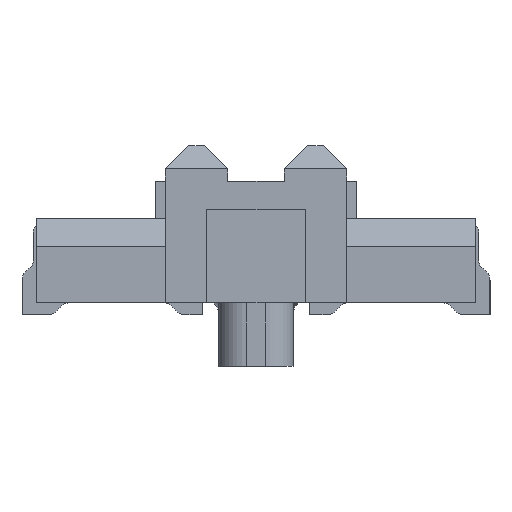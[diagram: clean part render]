
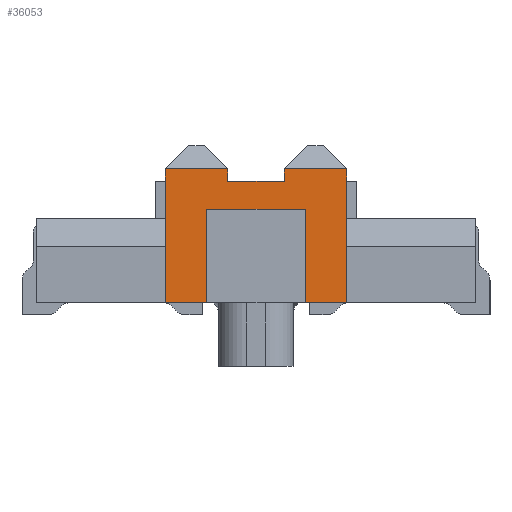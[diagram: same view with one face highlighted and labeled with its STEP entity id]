
A CAD part, left-side view. The second image highlights one B-rep face of the part: STEP entity #36053.
In plain terms, the highlighted planar face has unit normal (-1, 0, 0).
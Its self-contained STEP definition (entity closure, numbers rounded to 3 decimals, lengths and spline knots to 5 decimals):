
#2332=FACE_OUTER_BOUND($,#4198,.T.);
#4198=EDGE_LOOP($,(#25570,#25571,#25572,#25573,#25574,#25575,#25576,#25577,
#25578,#25579,#25580,#25581));
#5987=LINE($,#51889,#10226);
#6013=LINE($,#51941,#10252);
#6943=LINE($,#53889,#11182);
#6948=LINE($,#53899,#11187);
#6950=LINE($,#53903,#11189);
#7049=LINE($,#54139,#11288);
#7052=LINE($,#54143,#11291);
#7053=LINE($,#54145,#11292);
#7054=LINE($,#54147,#11293);
#7055=LINE($,#54149,#11294);
#7056=LINE($,#54150,#11295);
#7057=LINE($,#54151,#11296);
#10226=VECTOR($,#41091,0.067);
#10252=VECTOR($,#41137,0.143);
#11182=VECTOR($,#42655,0.105);
#11187=VECTOR($,#42664,0.1);
#11189=VECTOR($,#42668,0.1);
#11288=VECTOR($,#42991,0.143);
#11291=VECTOR($,#42996,0.0445);
#11292=VECTOR($,#42997,0.013);
#11293=VECTOR($,#42998,0.06);
#11294=VECTOR($,#42999,0.013);
#11295=VECTOR($,#43000,0.067);
#11296=VECTOR($,#43001,0.0445);
#14446=VERTEX_POINT($,#51883);
#14448=VERTEX_POINT($,#51887);
#14463=VERTEX_POINT($,#51938);
#14464=VERTEX_POINT($,#51940);
#15186=VERTEX_POINT($,#53883);
#15188=VERTEX_POINT($,#53887);
#15191=VERTEX_POINT($,#53897);
#15192=VERTEX_POINT($,#53901);
#15217=VERTEX_POINT($,#54138);
#15218=VERTEX_POINT($,#54144);
#15219=VERTEX_POINT($,#54146);
#15220=VERTEX_POINT($,#54148);
#18159=EDGE_CURVE($,#14446,#14448,#5987,.T.);
#18185=EDGE_CURVE($,#14464,#14463,#6013,.T.);
#19160=EDGE_CURVE($,#15186,#15188,#6943,.T.);
#19165=EDGE_CURVE($,#15188,#15191,#6948,.T.);
#19167=EDGE_CURVE($,#15186,#15192,#6950,.T.);
#19307=EDGE_CURVE($,#14446,#15217,#7049,.T.);
#19310=EDGE_CURVE($,#15191,#15217,#7052,.T.);
#19311=EDGE_CURVE($,#14448,#15218,#7053,.T.);
#19312=EDGE_CURVE($,#15218,#15219,#7054,.T.);
#19313=EDGE_CURVE($,#15219,#15220,#7055,.T.);
#19314=EDGE_CURVE($,#15220,#14464,#7056,.T.);
#19315=EDGE_CURVE($,#14463,#15192,#7057,.T.);
#25570=ORIENTED_EDGE($,*,*,#19167,.F.);
#25571=ORIENTED_EDGE($,*,*,#19160,.T.);
#25572=ORIENTED_EDGE($,*,*,#19165,.T.);
#25573=ORIENTED_EDGE($,*,*,#19310,.T.);
#25574=ORIENTED_EDGE($,*,*,#19307,.F.);
#25575=ORIENTED_EDGE($,*,*,#18159,.T.);
#25576=ORIENTED_EDGE($,*,*,#19311,.T.);
#25577=ORIENTED_EDGE($,*,*,#19312,.T.);
#25578=ORIENTED_EDGE($,*,*,#19313,.T.);
#25579=ORIENTED_EDGE($,*,*,#19314,.T.);
#25580=ORIENTED_EDGE($,*,*,#18185,.T.);
#25581=ORIENTED_EDGE($,*,*,#19315,.T.);
#34793=PLANE($,#38019);
#36053=ADVANCED_FACE($,(#2332),#34793,.F.);
#38019=AXIS2_PLACEMENT_3D($,#54142,#42994,#42995);
#41091=DIRECTION($,(0.,1.,0.));
#41137=DIRECTION($,(0.,0.,-1.));
#42655=DIRECTION($,(0.,-1.,0.));
#42664=DIRECTION($,(0.,0.,-1.));
#42668=DIRECTION($,(0.,0.,-1.));
#42991=DIRECTION($,(0.,0.,-1.));
#42994=DIRECTION('center_axis',(1.,0.,0.));
#42995=DIRECTION('ref_axis',(0.,1.,0.));
#42996=DIRECTION($,(0.,-1.,0.));
#42997=DIRECTION($,(0.,0.,-1.));
#42998=DIRECTION($,(0.,1.,0.));
#42999=DIRECTION($,(0.,0.,1.));
#43000=DIRECTION($,(0.,1.,0.));
#43001=DIRECTION($,(0.,-1.,0.));
#51883=CARTESIAN_POINT('',(-0.65,-0.097,0.156));
#51887=CARTESIAN_POINT('',(-0.65,-0.03,0.156));
#51889=CARTESIAN_POINT($,(-0.65,-0.25,0.156));
#51938=CARTESIAN_POINT('',(-0.65,0.097,0.013));
#51940=CARTESIAN_POINT('',(-0.65,0.097,0.156));
#51941=CARTESIAN_POINT($,(-0.65,0.097,0.181));
#53883=CARTESIAN_POINT('',(-0.65,0.0525,0.113));
#53887=CARTESIAN_POINT('',(-0.65,-0.0525,0.113));
#53889=CARTESIAN_POINT($,(-0.65,0.0525,0.113));
#53897=CARTESIAN_POINT('',(-0.65,-0.0525,0.013));
#53899=CARTESIAN_POINT($,(-0.65,-0.0525,0.113));
#53901=CARTESIAN_POINT('',(-0.65,0.0525,0.013));
#53903=CARTESIAN_POINT($,(-0.65,0.0525,0.113));
#54138=CARTESIAN_POINT('',(-0.65,-0.097,0.013));
#54139=CARTESIAN_POINT($,(-0.65,-0.097,0.181));
#54142=CARTESIAN_POINT('Origin',(-0.65,0.097,0.181));
#54143=CARTESIAN_POINT($,(-0.65,0.097,0.013));
#54144=CARTESIAN_POINT('',(-0.65,-0.03,0.143));
#54145=CARTESIAN_POINT($,(-0.65,-0.03,0.156));
#54146=CARTESIAN_POINT('',(-0.65,0.03,0.143));
#54147=CARTESIAN_POINT($,(-0.65,-0.03,0.143));
#54148=CARTESIAN_POINT('',(-0.65,0.03,0.156));
#54149=CARTESIAN_POINT($,(-0.65,0.03,0.143));
#54150=CARTESIAN_POINT($,(-0.65,-0.25,0.156));
#54151=CARTESIAN_POINT($,(-0.65,0.097,0.013));
